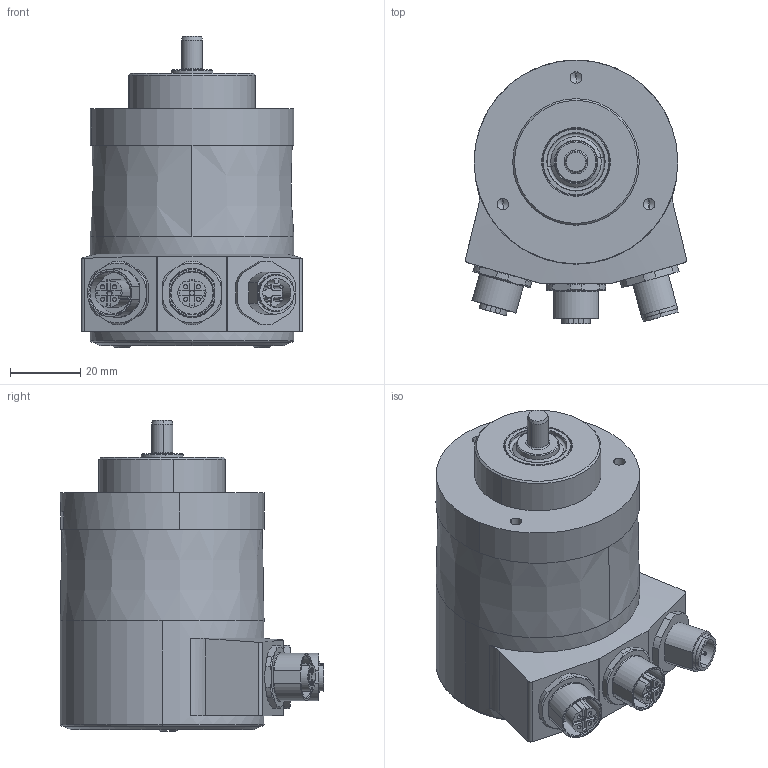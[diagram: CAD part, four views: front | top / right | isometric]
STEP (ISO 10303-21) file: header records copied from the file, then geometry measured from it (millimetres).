
FILE_DESCRIPTION((''),'2;1');
FILE_NAME('812421','2011-11-29T',('se2930'),(''),'PRO/ENGINEER BY PARAMETRIC TECHNOLOGY CORPORATION, 2010180','PRO/ENGINEER BY PARAMETRIC TECHNOLOGY CORPORATION, 2010180','');
FILE_SCHEMA(('CONFIG_CONTROL_DESIGN','SHAPE_APPEARANCE_LAYERS_GROUPS'));
Length unit declared in the file: millimetre
Products named in the file (1): 812421
Bounding box: 62.91 x 75 x 88.5 mm (x, y, z)
Volume: 77534.4 mm3; surface area: 52689.9 mm2
Topology: 2 solids, 2 shells, 935 faces, 2436 edges, 1574 vertices
Faces by surface type: plane 362, cylinder 346, cone 173, torus 50, sphere 4
Entity records: 34615 total; most frequent: CARTESIAN_POINT 6396, DIRECTION 5064, ORIENTED_EDGE 4824, EDGE_CURVE 2412, AXIS2_PLACEMENT_3D 1982, VERTEX_POINT 1574, VECTOR 1100, LINE 1100
